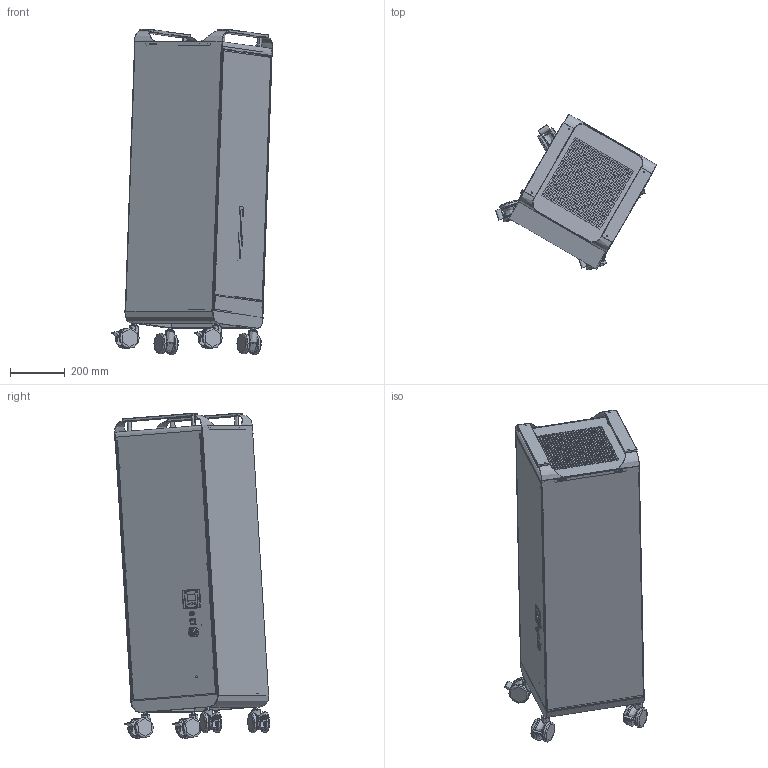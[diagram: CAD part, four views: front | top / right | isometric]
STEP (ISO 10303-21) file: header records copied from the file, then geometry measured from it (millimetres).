
FILE_DESCRIPTION(('Creo Elements/Direct Modeling STEP Export'),'2;1');
FILE_NAME('0095.0649-0095.0651_CleanBox300.stp','2021-06-18T11:00:45',(''),(''),'PTC Creo Elements/Direct Modeling STEP processor for AP214 (Solid Model)','PTC Creo Elements/Direct Modeling 19.0C 15-Aug-2015 (C) Parametric Technology GmbH','');
FILE_SCHEMA(('AUTOMOTIVE_DESIGN { 1 0 10303 214 1 1 1 1 }'));
Products named in the file (3): 001; 002; 0095.0649-0095.0651_CleanBox_300
Assembly tree (2 placements, depth 2):
  0095.0649-0095.0651_CleanBox_300
    002
    001
Bounding box: 588.9 x 567.07 x 1188.48 mm (x, y, z)
Volume: 2307461.1 mm3
Topology: 1 solids, 2 shells, 6105 faces, 17675 edges, 11627 vertices
Faces by surface type: plane 5109, cylinder 815, torus 81, cone 36, bspline 28, sphere 20, extrusion 16
Full cylindrical faces by diameter (mm): 0.1 x3, 1.4 x1
Entity records: 251013 total; most frequent: CARTESIAN_POINT 39823, ORIENTED_EDGE 35280, DIRECTION 30305, EDGE_CURVE 17638, VECTOR 15151, LINE 15135, VERTEX_POINT 11620, EDGE_LOOP 7666
